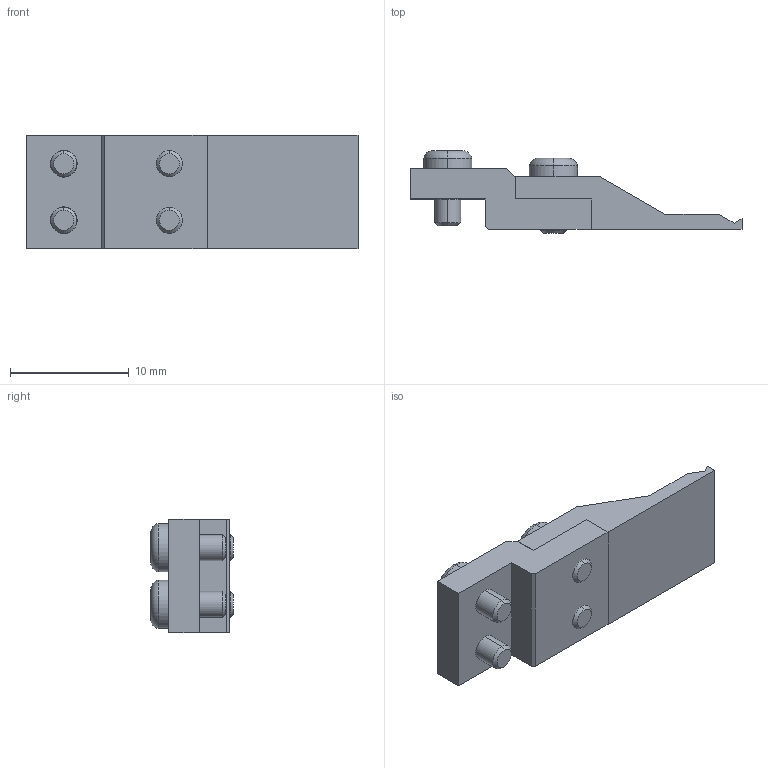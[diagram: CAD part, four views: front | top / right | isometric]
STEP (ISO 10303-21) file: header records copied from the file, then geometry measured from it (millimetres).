
FILE_DESCRIPTION (( 'STEP AP203' ), '1' );
FILE_NAME ('7641-05-Gen II, Ext+Tip.STEP', '2025-10-02T21:09:06', ( '' ), ( '' ), 'SwSTEP 2.0', 'SolidWorks 2024', '' );
FILE_SCHEMA (( 'CONFIG_CONTROL_DESIGN' ));
Length unit declared in the file: inch
Products named in the file (4): 7641-05-Gen II, Ext+Tip; PHMS-T_#2-56_.188; 7641-08-Gen II, Extension Arm_-01; 7641-26-Gen II, Tip_Standard
Assembly tree (6 placements, depth 2):
  7641-05-Gen II, Ext+Tip
    7641-26-Gen II, Tip_Standard
    7641-08-Gen II, Extension Arm_-01
    PHMS-T_#2-56_.188  x4
Bounding box: 27.94 x 6.93 x 9.53 mm (x, y, z)
Volume: 879.7 mm3; surface area: 1344.3 mm2
Topology: 6 solids, 6 shells, 156 faces, 396 edges, 260 vertices
Faces by surface type: cylinder 96, plane 36, sphere 8, cone 8, torus 8
Entity records: 2781 total; most frequent: CARTESIAN_POINT 608, DIRECTION 359, ORIENTED_EDGE 342, EDGE_CURVE 171, AXIS2_PLACEMENT_3D 132, VERTEX_POINT 113, LINE 95, VECTOR 95
